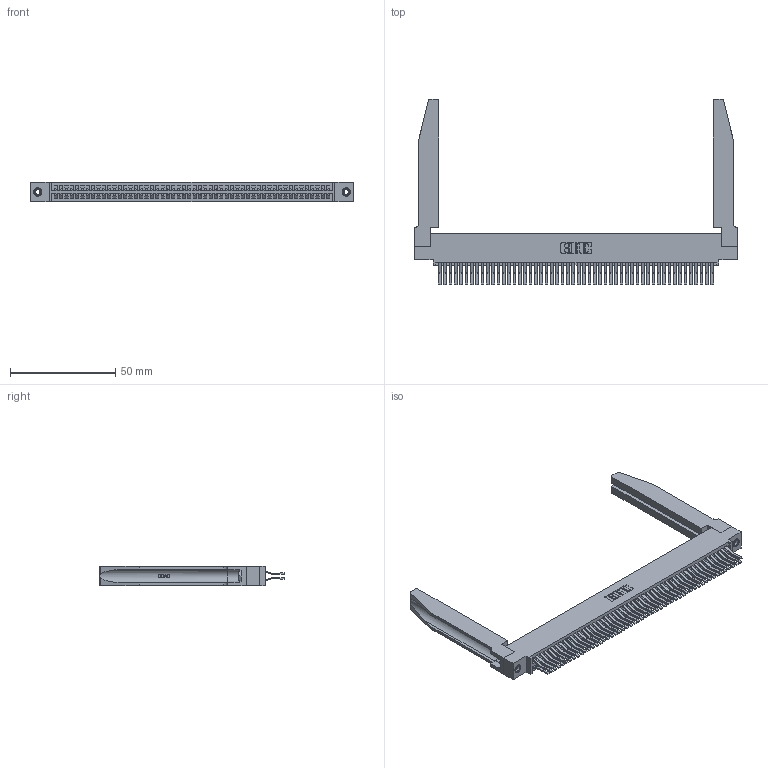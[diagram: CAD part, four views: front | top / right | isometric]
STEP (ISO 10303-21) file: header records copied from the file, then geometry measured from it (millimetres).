
FILE_DESCRIPTION (( 'STEP AP203' ), '1' );
FILE_NAME ('395-104-560-578.STEP', '2019-10-27T04:04:19', ( '' ), ( '' ), 'SwSTEP 2.0', 'SolidWorks 2016', '' );
FILE_SCHEMA (( 'CONFIG_CONTROL_DESIGN' ));
Length unit declared in the file: inch
Products named in the file (5): 345-220-078_345-220-078; 395-104-560-578; 345 Part_0.110 Offset - 0.156 Dia-TH; 345-292-001_560 Tail; 345-250-001_345-250-001-102
Assembly tree (109 placements, depth 2):
  395-104-560-578
    345 Part_0.110 Offset - 0.156 Dia-TH
    345-292-001_560 Tail  x104
    345-250-001_345-250-001-102  x2
    345-220-078_345-220-078  x2
Bounding box: 153.31 x 88.2 x 9.4 mm (x, y, z)
Volume: 23364.7 mm3; surface area: 31929.1 mm2
Topology: 109 solids, 109 shells, 5772 faces, 17081 edges, 11238 vertices
Faces by surface type: plane 3658, cylinder 2062, bspline 36, cone 12, torus 4
Entity records: 44414 total; most frequent: CARTESIAN_POINT 8355, ORIENTED_EDGE 7186, DIRECTION 6351, EDGE_CURVE 3593, VECTOR 3155, LINE 3155, VERTEX_POINT 2388, AXIS2_PLACEMENT_3D 1598
